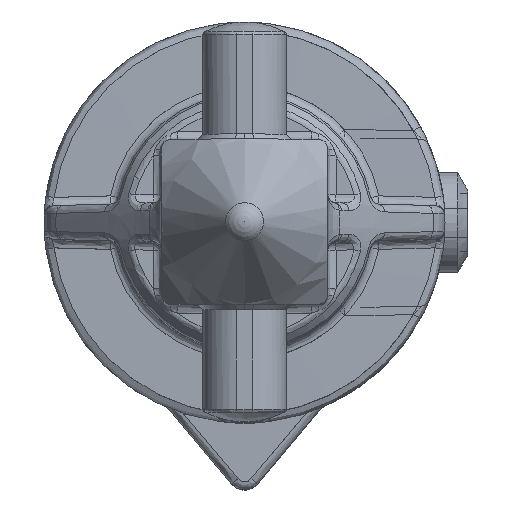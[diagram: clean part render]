
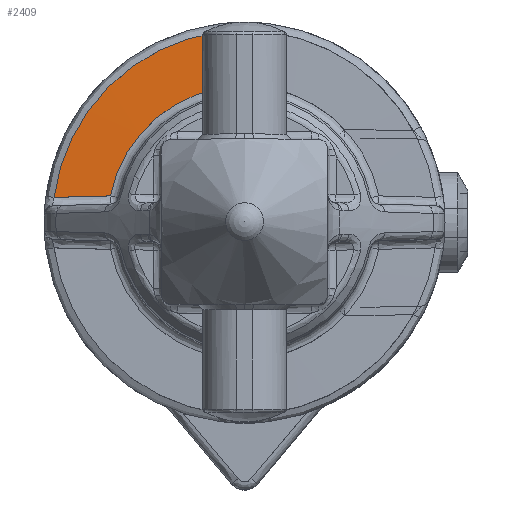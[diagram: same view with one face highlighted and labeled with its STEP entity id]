
A CAD part, top view. The second image highlights one B-rep face of the part: STEP entity #2409.
In plain terms, the highlighted conical face has half-angle 89 degrees and reference radius 9.85 mm.
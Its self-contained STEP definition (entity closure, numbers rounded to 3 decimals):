
#494=B_SPLINE_CURVE_WITH_KNOTS('',3,(#10918,#10919,#10920,#10921),
 .UNSPECIFIED.,.F.,.F.,(4,4),(0.,1.),.UNSPECIFIED.);
#495=B_SPLINE_CURVE_WITH_KNOTS('',3,(#10922,#10923,#10924,#10925),
 .UNSPECIFIED.,.F.,.F.,(4,4),(0.,1.),.UNSPECIFIED.);
#1152=CIRCLE('',#7121,8.191);
#1167=CIRCLE('',#7151,11.509);
#1464=FACE_OUTER_BOUND('',#2851,.T.);
#2409=ADVANCED_FACE('',(#1464),#2687,.T.);
#2687=CONICAL_SURFACE('',#7152,9.85,89.);
#2851=EDGE_LOOP('',(#3756,#3757,#3758,#3759));
#3756=ORIENTED_EDGE('',*,*,#5568,.F.);
#3757=ORIENTED_EDGE('',*,*,#5569,.F.);
#3758=ORIENTED_EDGE('',*,*,#5495,.F.);
#3759=ORIENTED_EDGE('',*,*,#5570,.F.);
#5495=EDGE_CURVE('',#6512,#6510,#1152,.T.);
#5568=EDGE_CURVE('',#6566,#6567,#1167,.T.);
#5569=EDGE_CURVE('',#6510,#6566,#494,.T.);
#5570=EDGE_CURVE('',#6567,#6512,#495,.T.);
#6510=VERTEX_POINT('',#10447);
#6512=VERTEX_POINT('',#10455);
#6566=VERTEX_POINT('',#10916);
#6567=VERTEX_POINT('',#10917);
#7121=AXIS2_PLACEMENT_3D('',#10456,#7945,#7946);
#7151=AXIS2_PLACEMENT_3D('',#10915,#8017,#8018);
#7152=AXIS2_PLACEMENT_3D('',#10926,#8019,#8020);
#7945=DIRECTION('',(0.,0.,1.));
#7946=DIRECTION('',(-0.705,0.709,0.));
#8017=DIRECTION('',(0.,0.,-1.));
#8018=DIRECTION('',(-0.707,0.707,0.));
#8019=DIRECTION('',(0.,0.,-1.));
#8020=DIRECTION('',(1.,0.,0.));
#10447=CARTESIAN_POINT('',(-8.033,1.601,492.991));
#10455=CARTESIAN_POINT('',(-1.567,8.04,492.991));
#10456=CARTESIAN_POINT('',(0.,0.,492.991));
#10915=CARTESIAN_POINT('',(0.,0.,492.934));
#10916=CARTESIAN_POINT('',(-11.409,1.513,492.934));
#10917=CARTESIAN_POINT('',(-1.508,11.409,492.934));
#10918=CARTESIAN_POINT('',(-8.033,1.601,492.991));
#10919=CARTESIAN_POINT('',(-9.158,1.572,492.972));
#10920=CARTESIAN_POINT('',(-10.284,1.543,492.953));
#10921=CARTESIAN_POINT('',(-11.409,1.513,492.934));
#10922=CARTESIAN_POINT('',(-1.508,11.409,492.934));
#10923=CARTESIAN_POINT('',(-1.528,10.286,492.953));
#10924=CARTESIAN_POINT('',(-1.547,9.163,492.972));
#10925=CARTESIAN_POINT('',(-1.567,8.04,492.991));
#10926=CARTESIAN_POINT('',(0.,0.,492.962));
